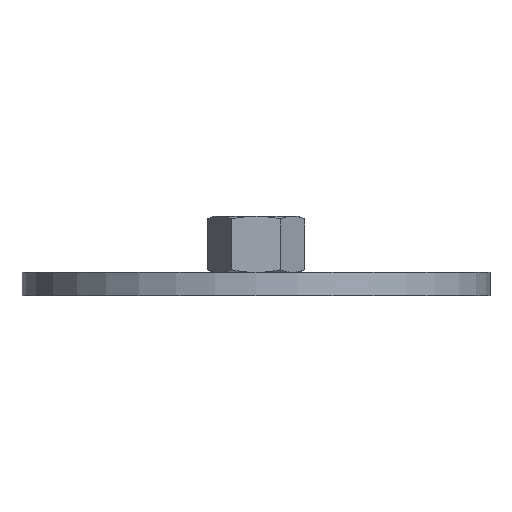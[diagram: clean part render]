
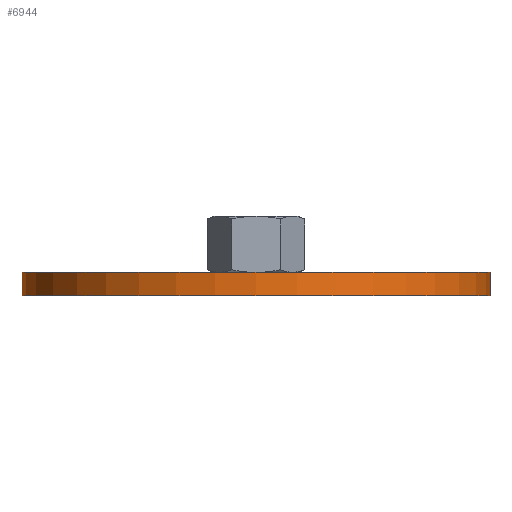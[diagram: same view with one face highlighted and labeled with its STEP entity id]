
A CAD part, front view. The second image highlights one B-rep face of the part: STEP entity #6944.
In plain terms, the highlighted cylindrical face has radius 50 mm (diameter 100 mm), a full revolution.
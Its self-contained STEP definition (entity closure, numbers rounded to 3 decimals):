
#5039 = PLANE('',#5040);
#5040 = AXIS2_PLACEMENT_3D('',#5041,#5042,#5043);
#5041 = CARTESIAN_POINT('',(0.,0.,0.));
#5042 = DIRECTION('',(0.,0.,1.));
#5043 = DIRECTION('',(1.,0.,0.));
#6070 = EDGE_CURVE('',#6071,#6071,#6073,.T.);
#6071 = VERTEX_POINT('',#6072);
#6072 = CARTESIAN_POINT('',(50.,0.,0.));
#6073 = SURFACE_CURVE('',#6074,(#6079,#6090),.PCURVE_S1.);
#6074 = CIRCLE('',#6075,50.);
#6075 = AXIS2_PLACEMENT_3D('',#6076,#6077,#6078);
#6076 = CARTESIAN_POINT('',(0.,0.,0.));
#6077 = DIRECTION('',(0.,0.,-1.));
#6078 = DIRECTION('',(1.,0.,0.));
#6079 = PCURVE('',#5039,#6080);
#6080 = DEFINITIONAL_REPRESENTATION('',(#6081),#6089);
#6081 = ( BOUNDED_CURVE() B_SPLINE_CURVE(2,(#6082,#6083,#6084,#6085,
#6086,#6087,#6088),.UNSPECIFIED.,.T.,.F.) B_SPLINE_CURVE_WITH_KNOTS((1,2
    ,2,2,2,1),(-2.094,0.,2.094,4.189,
6.283,8.378),.UNSPECIFIED.) CURVE() 
GEOMETRIC_REPRESENTATION_ITEM() RATIONAL_B_SPLINE_CURVE((1.,0.5,1.,0.5,
1.,0.5,1.)) REPRESENTATION_ITEM('') );
#6082 = CARTESIAN_POINT('',(50.,0.));
#6083 = CARTESIAN_POINT('',(50.,-86.603));
#6084 = CARTESIAN_POINT('',(-25.,-43.301));
#6085 = CARTESIAN_POINT('',(-100.,0.));
#6086 = CARTESIAN_POINT('',(-25.,43.301));
#6087 = CARTESIAN_POINT('',(50.,86.603));
#6088 = CARTESIAN_POINT('',(50.,0.));
#6089 = ( GEOMETRIC_REPRESENTATION_CONTEXT(2) 
PARAMETRIC_REPRESENTATION_CONTEXT() REPRESENTATION_CONTEXT('2D SPACE',''
  ) );
#6090 = PCURVE('',#6091,#6096);
#6091 = CYLINDRICAL_SURFACE('',#6092,50.);
#6092 = AXIS2_PLACEMENT_3D('',#6093,#6094,#6095);
#6093 = CARTESIAN_POINT('',(0.,0.,0.));
#6094 = DIRECTION('',(0.,0.,1.));
#6095 = DIRECTION('',(1.,0.,0.));
#6096 = DEFINITIONAL_REPRESENTATION('',(#6097),#6101);
#6097 = LINE('',#6098,#6099);
#6098 = CARTESIAN_POINT('',(-0.,0.));
#6099 = VECTOR('',#6100,1.);
#6100 = DIRECTION('',(-1.,0.));
#6101 = ( GEOMETRIC_REPRESENTATION_CONTEXT(2) 
PARAMETRIC_REPRESENTATION_CONTEXT() REPRESENTATION_CONTEXT('2D SPACE',''
  ) );
#6944 = ADVANCED_FACE('',(#6945),#6091,.T.);
#6945 = FACE_BOUND('',#6946,.F.);
#6946 = EDGE_LOOP('',(#6947,#6970,#7001,#7002));
#6947 = ORIENTED_EDGE('',*,*,#6948,.T.);
#6948 = EDGE_CURVE('',#6071,#6949,#6951,.T.);
#6949 = VERTEX_POINT('',#6950);
#6950 = CARTESIAN_POINT('',(50.,0.,-5.));
#6951 = SEAM_CURVE('',#6952,(#6956,#6963),.PCURVE_S1.);
#6952 = LINE('',#6953,#6954);
#6953 = CARTESIAN_POINT('',(50.,0.,0.));
#6954 = VECTOR('',#6955,1.);
#6955 = DIRECTION('',(0.,0.,-1.));
#6956 = PCURVE('',#6091,#6957);
#6957 = DEFINITIONAL_REPRESENTATION('',(#6958),#6962);
#6958 = LINE('',#6959,#6960);
#6959 = CARTESIAN_POINT('',(-0.,0.));
#6960 = VECTOR('',#6961,1.);
#6961 = DIRECTION('',(-0.,-1.));
#6962 = ( GEOMETRIC_REPRESENTATION_CONTEXT(2) 
PARAMETRIC_REPRESENTATION_CONTEXT() REPRESENTATION_CONTEXT('2D SPACE',''
  ) );
#6963 = PCURVE('',#6091,#6964);
#6964 = DEFINITIONAL_REPRESENTATION('',(#6965),#6969);
#6965 = LINE('',#6966,#6967);
#6966 = CARTESIAN_POINT('',(-6.283,0.));
#6967 = VECTOR('',#6968,1.);
#6968 = DIRECTION('',(-0.,-1.));
#6969 = ( GEOMETRIC_REPRESENTATION_CONTEXT(2) 
PARAMETRIC_REPRESENTATION_CONTEXT() REPRESENTATION_CONTEXT('2D SPACE',''
  ) );
#6970 = ORIENTED_EDGE('',*,*,#6971,.T.);
#6971 = EDGE_CURVE('',#6949,#6949,#6972,.T.);
#6972 = SURFACE_CURVE('',#6973,(#6978,#6985),.PCURVE_S1.);
#6973 = CIRCLE('',#6974,50.);
#6974 = AXIS2_PLACEMENT_3D('',#6975,#6976,#6977);
#6975 = CARTESIAN_POINT('',(0.,0.,-5.));
#6976 = DIRECTION('',(0.,0.,-1.));
#6977 = DIRECTION('',(1.,0.,0.));
#6978 = PCURVE('',#6091,#6979);
#6979 = DEFINITIONAL_REPRESENTATION('',(#6980),#6984);
#6980 = LINE('',#6981,#6982);
#6981 = CARTESIAN_POINT('',(-0.,-5.));
#6982 = VECTOR('',#6983,1.);
#6983 = DIRECTION('',(-1.,0.));
#6984 = ( GEOMETRIC_REPRESENTATION_CONTEXT(2) 
PARAMETRIC_REPRESENTATION_CONTEXT() REPRESENTATION_CONTEXT('2D SPACE',''
  ) );
#6985 = PCURVE('',#6986,#6991);
#6986 = PLANE('',#6987);
#6987 = AXIS2_PLACEMENT_3D('',#6988,#6989,#6990);
#6988 = CARTESIAN_POINT('',(0.,0.,-5.)
  );
#6989 = DIRECTION('',(0.,0.,1.));
#6990 = DIRECTION('',(1.,0.,0.));
#6991 = DEFINITIONAL_REPRESENTATION('',(#6992),#7000);
#6992 = ( BOUNDED_CURVE() B_SPLINE_CURVE(2,(#6993,#6994,#6995,#6996,
#6997,#6998,#6999),.UNSPECIFIED.,.T.,.F.) B_SPLINE_CURVE_WITH_KNOTS((1,2
    ,2,2,2,1),(-2.094,0.,2.094,4.189,
6.283,8.378),.UNSPECIFIED.) CURVE() 
GEOMETRIC_REPRESENTATION_ITEM() RATIONAL_B_SPLINE_CURVE((1.,0.5,1.,0.5,
1.,0.5,1.)) REPRESENTATION_ITEM('') );
#6993 = CARTESIAN_POINT('',(50.,0.));
#6994 = CARTESIAN_POINT('',(50.,-86.603));
#6995 = CARTESIAN_POINT('',(-25.,-43.301));
#6996 = CARTESIAN_POINT('',(-100.,0.));
#6997 = CARTESIAN_POINT('',(-25.,43.301));
#6998 = CARTESIAN_POINT('',(50.,86.603));
#6999 = CARTESIAN_POINT('',(50.,0.));
#7000 = ( GEOMETRIC_REPRESENTATION_CONTEXT(2) 
PARAMETRIC_REPRESENTATION_CONTEXT() REPRESENTATION_CONTEXT('2D SPACE',''
  ) );
#7001 = ORIENTED_EDGE('',*,*,#6948,.F.);
#7002 = ORIENTED_EDGE('',*,*,#6070,.F.);
